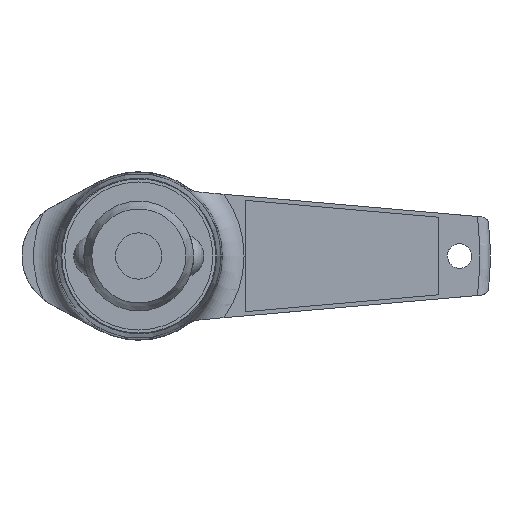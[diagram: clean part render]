
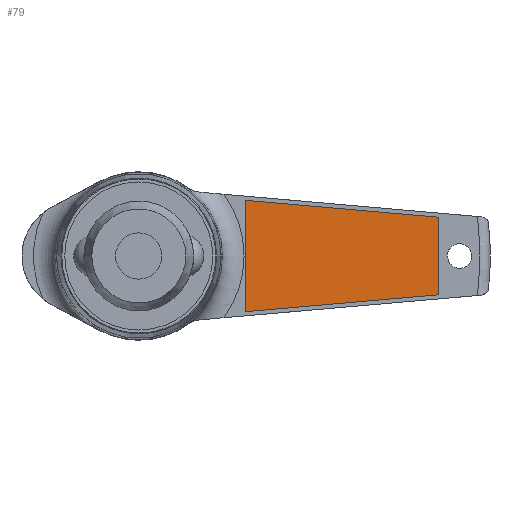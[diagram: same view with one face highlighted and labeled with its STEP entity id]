
A CAD part, front view. The second image highlights one B-rep face of the part: STEP entity #79.
In plain terms, the highlighted planar face has unit normal (0, -1, 0).
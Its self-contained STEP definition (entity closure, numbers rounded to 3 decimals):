
#79 = ADVANCED_FACE( '', ( #190 ), #191, .F. );
#190 = FACE_OUTER_BOUND( '', #343, .T. );
#191 = PLANE( '', #344 );
#343 = EDGE_LOOP( '', ( #554, #555, #556, #557 ) );
#344 = AXIS2_PLACEMENT_3D( '', #558, #559, #560 );
#554 = ORIENTED_EDGE( '', *, *, #852, .F. );
#555 = ORIENTED_EDGE( '', *, *, #853, .F. );
#556 = ORIENTED_EDGE( '', *, *, #854, .F. );
#557 = ORIENTED_EDGE( '', *, *, #855, .F. );
#558 = CARTESIAN_POINT( '', ( 0., 28.2, 0. ) );
#559 = DIRECTION( '', ( 0., 1., 0. ) );
#560 = DIRECTION( '', ( 0., 0., 1. ) );
#852 = EDGE_CURVE( '', #999, #1000, #1001, .T. );
#853 = EDGE_CURVE( '', #1002, #999, #1003, .T. );
#854 = EDGE_CURVE( '', #1004, #1002, #1005, .T. );
#855 = EDGE_CURVE( '', #1000, #1004, #1006, .T. );
#999 = VERTEX_POINT( '', #1251 );
#1000 = VERTEX_POINT( '', #1252 );
#1001 = LINE( '', #1253, #1254 );
#1002 = VERTEX_POINT( '', #1255 );
#1003 = LINE( '', #1256, #1257 );
#1004 = VERTEX_POINT( '', #1258 );
#1005 = LINE( '', #1259, #1260 );
#1006 = LINE( '', #1261, #1262 );
#1251 = CARTESIAN_POINT( '', ( 15.57, 28.2, -8.123 ) );
#1252 = CARTESIAN_POINT( '', ( 15.57, 28.2, 8.123 ) );
#1253 = CARTESIAN_POINT( '', ( 15.57, 28.2, -8.123 ) );
#1254 = VECTOR( '', #1714, 1000. );
#1255 = CARTESIAN_POINT( '', ( 43.74, 28.2, -5.656 ) );
#1256 = CARTESIAN_POINT( '', ( 43.74, 28.2, -5.656 ) );
#1257 = VECTOR( '', #1715, 1000. );
#1258 = CARTESIAN_POINT( '', ( 43.74, 28.2, 5.656 ) );
#1259 = CARTESIAN_POINT( '', ( 43.74, 28.2, 5.656 ) );
#1260 = VECTOR( '', #1716, 1000. );
#1261 = CARTESIAN_POINT( '', ( 15.57, 28.2, 8.123 ) );
#1262 = VECTOR( '', #1717, 1000. );
#1714 = DIRECTION( '', ( 0., 0., 1. ) );
#1715 = DIRECTION( '', ( -0.996, 0., -0.087 ) );
#1716 = DIRECTION( '', ( 0., 0., -1. ) );
#1717 = DIRECTION( '', ( 0.996, 0., -0.087 ) );
